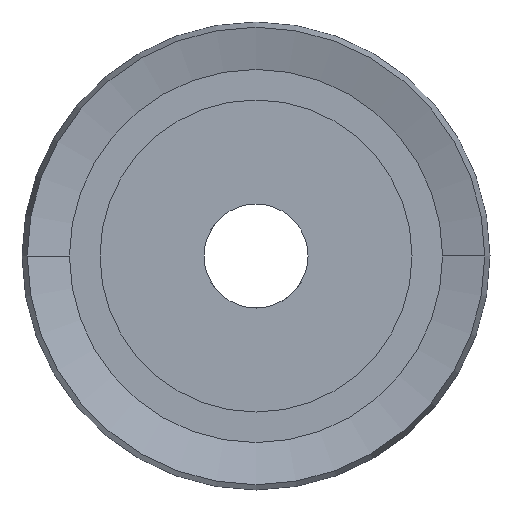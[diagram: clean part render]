
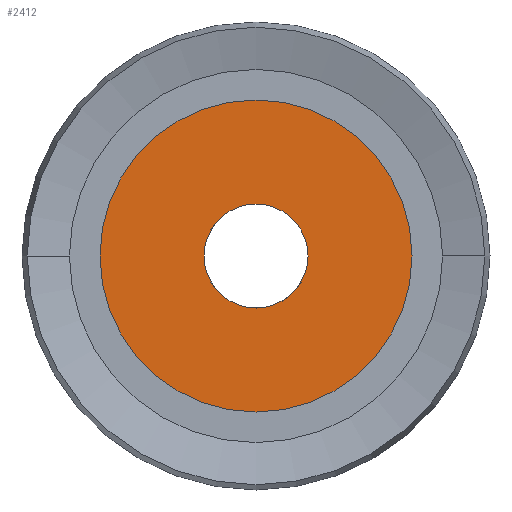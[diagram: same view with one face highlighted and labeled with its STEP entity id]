
A CAD part, left-side view. The second image highlights one B-rep face of the part: STEP entity #2412.
In plain terms, the highlighted planar face has unit normal (-1, 0, 0).
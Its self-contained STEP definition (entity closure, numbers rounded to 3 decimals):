
#1306 = EDGE_CURVE( '', #3176, #2370, #3844, .T. );
#2158 = VERTEX_POINT( '', #4771 );
#2370 = VERTEX_POINT( '', #5003 );
#2412 = ADVANCED_FACE( '', ( #5049, #5050 ), #5051, .T. );
#2424 = EDGE_CURVE( '', #2370, #3176, #5064, .T. );
#2840 = EDGE_CURVE( '', #3210, #2158, #5514, .T. );
#3054 = EDGE_CURVE( '', #2158, #3210, #5748, .T. );
#3176 = VERTEX_POINT( '', #5879 );
#3210 = VERTEX_POINT( '', #5919 );
#3844 = CIRCLE( '', #6614, 4. );
#4771 = CARTESIAN_POINT( '', ( 0., -12., 0. ) );
#5003 = CARTESIAN_POINT( '', ( 0., -4., 0. ) );
#5049 = FACE_BOUND( '', #8407, .T. );
#5050 = FACE_OUTER_BOUND( '', #8408, .T. );
#5051 = PLANE( '', #8409 );
#5064 = CIRCLE( '', #8427, 4. );
#5514 = CIRCLE( '', #9141, 12. );
#5748 = CIRCLE( '', #9505, 12. );
#5879 = CARTESIAN_POINT( '', ( 0., 4., 0. ) );
#5919 = CARTESIAN_POINT( '', ( 0., 12., 0. ) );
#6614 = AXIS2_PLACEMENT_3D( '', #10702, #10703, #10704 );
#8407 = EDGE_LOOP( '', ( #12269, #12270 ) );
#8408 = EDGE_LOOP( '', ( #12271, #12272 ) );
#8409 = AXIS2_PLACEMENT_3D( '', #12273, #12274, #12275 );
#8427 = AXIS2_PLACEMENT_3D( '', #12291, #12292, #12293 );
#9141 = AXIS2_PLACEMENT_3D( '', #12748, #12749, #12750 );
#9505 = AXIS2_PLACEMENT_3D( '', #13035, #13036, #13037 );
#10702 = CARTESIAN_POINT( '', ( 0., 0., 0. ) );
#10703 = DIRECTION( '', ( -1., 0., 0. ) );
#10704 = DIRECTION( '', ( 0., 1., 0. ) );
#12269 = ORIENTED_EDGE( '', *, *, #1306, .F. );
#12270 = ORIENTED_EDGE( '', *, *, #2424, .F. );
#12271 = ORIENTED_EDGE( '', *, *, #2840, .T. );
#12272 = ORIENTED_EDGE( '', *, *, #3054, .T. );
#12273 = CARTESIAN_POINT( '', ( 0., 8., 0. ) );
#12274 = DIRECTION( '', ( -1., 0., 0. ) );
#12275 = DIRECTION( '', ( 0., 1., 0. ) );
#12291 = CARTESIAN_POINT( '', ( 0., 0., 0. ) );
#12292 = DIRECTION( '', ( -1., 0., 0. ) );
#12293 = DIRECTION( '', ( 0., 1., 0. ) );
#12748 = CARTESIAN_POINT( '', ( 0., 0., 0. ) );
#12749 = DIRECTION( '', ( -1., 0., 0. ) );
#12750 = DIRECTION( '', ( 0., 1., 0. ) );
#13035 = CARTESIAN_POINT( '', ( 0., 0., 0. ) );
#13036 = DIRECTION( '', ( -1., 0., 0. ) );
#13037 = DIRECTION( '', ( 0., 1., 0. ) );
